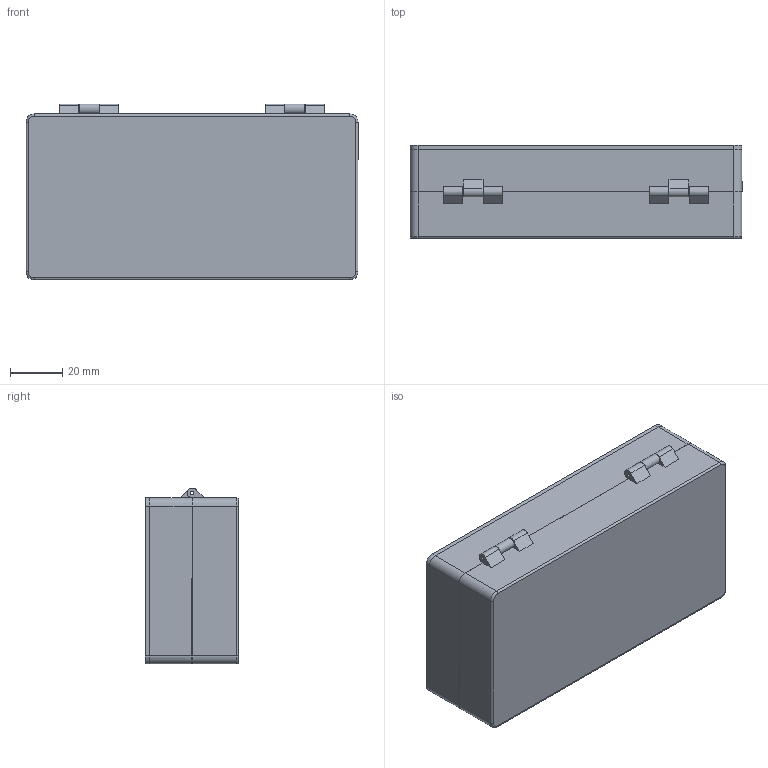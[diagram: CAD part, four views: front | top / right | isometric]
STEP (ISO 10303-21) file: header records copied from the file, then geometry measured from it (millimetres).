
FILE_DESCRIPTION(/* description */ (''),/* implementation_level */ '2;1');
FILE_NAME(/* name */ 'PinecilCaseASM.stp',/* time_stamp */ '2025-11-03T21:17:00-05:00',/* author */ ('nmari'),/* organization */ (''),/* preprocessor_version */ 'ST-DEVELOPER v20.1',/* originating_system */ 'Autodesk Inventor 2026',/* authorisation */ '');
FILE_SCHEMA (('AUTOMOTIVE_DESIGN { 1 0 10303 214 3 1 1 }'));
Length unit declared in the file: inch
Products named in the file (6): PinecilCaseASM; PinecilCaseBottom; Pinecil Clip; PinecilCaseTop; PinecilLogo; PinecilCaseBorder
Assembly tree (6 placements, depth 2):
  PinecilCaseASM
    PinecilCaseBottom
    Pinecil Clip  x2
    PinecilCaseTop
    PinecilLogo
    PinecilCaseBorder
Bounding box: 127 x 35.69 x 67.31 mm (x, y, z)
Volume: 135419.9 mm3; surface area: 65852.1 mm2
Topology: 15 solids, 15 shells, 440 faces, 1125 edges, 740 vertices
Faces by surface type: plane 292, cylinder 142, torus 5, sphere 1
Full cylindrical faces by diameter (mm): 1.27 x6, 5.08 x8
Entity records: 11825 total; most frequent: CARTESIAN_POINT 1999, DIRECTION 1979, ORIENTED_EDGE 1934, EDGE_CURVE 967, LINE 747, VECTOR 747, VERTEX_POINT 636, AXIS2_PLACEMENT_3D 616
